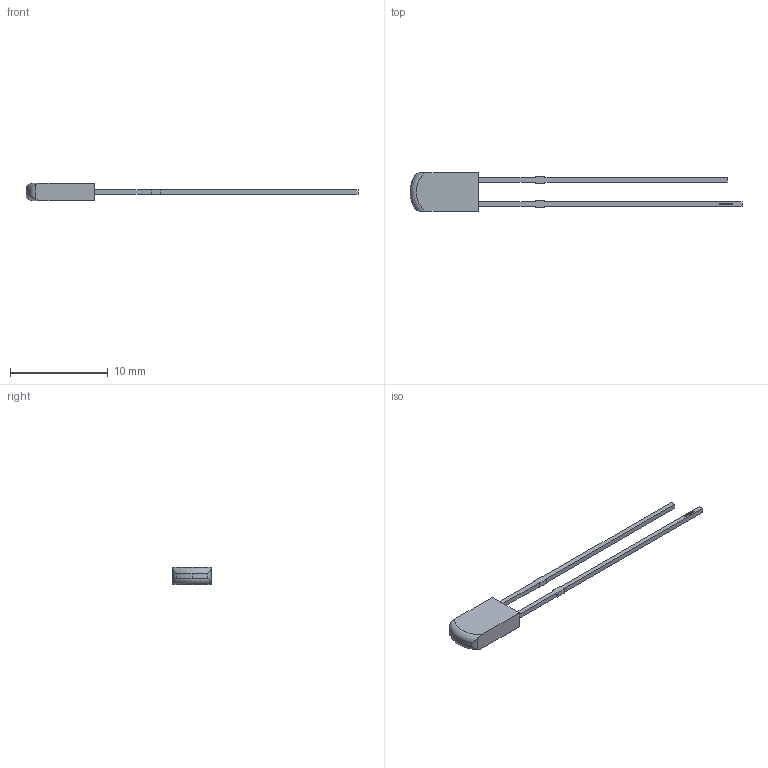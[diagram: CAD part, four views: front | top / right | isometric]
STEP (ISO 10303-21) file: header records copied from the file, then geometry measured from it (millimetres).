
FILE_DESCRIPTION (( 'STEP AP214' ), '1' );
FILE_NAME ('WP2773.STEP', '2008-09-07T18:32:50', ( '' ), ( '' ), 'SwSTEP 2.0', 'SolidWorks 2008', '' );
FILE_SCHEMA (( 'AUTOMOTIVE_DESIGN' ));
Length unit declared in the file: millimetre
Products named in the file (1): WP2773
Bounding box: 34 x 3.9 x 1.75 mm (x, y, z)
Volume: 58.9 mm3; surface area: 192.7 mm2
Topology: 1 solids, 1 shells, 320 faces, 864 edges, 576 vertices
Faces by surface type: plane 198, bspline 116, cylinder 4, torus 2
Entity records: 18941 total; most frequent: CARTESIAN_POINT 8197, ORIENTED_EDGE 1728, DIRECTION 1040, EDGE_CURVE 864, VECTOR 618, LINE 618, VERTEX_POINT 576, EDGE_LOOP 350
